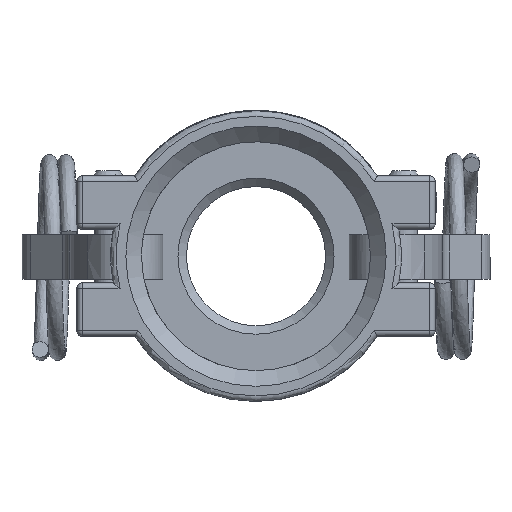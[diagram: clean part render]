
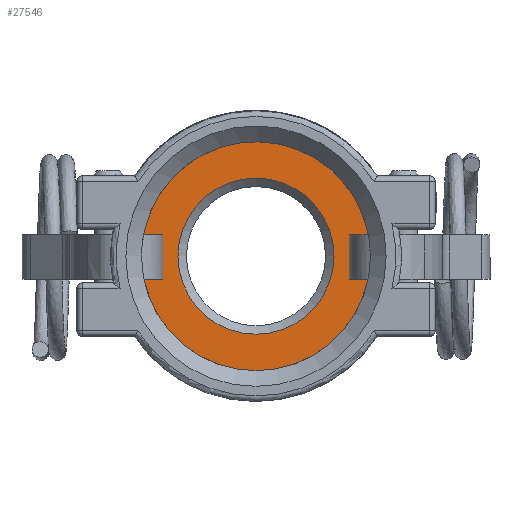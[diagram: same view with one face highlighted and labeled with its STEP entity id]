
A CAD part, left-side view. The second image highlights one B-rep face of the part: STEP entity #27546.
In plain terms, the highlighted planar face has unit normal (-1, 0, 0).
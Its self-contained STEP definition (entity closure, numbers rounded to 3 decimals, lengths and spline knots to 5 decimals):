
#3393=PLANE('',#29212);
#7778=FACE_BOUND('',#9977,.T.);
#8359=FACE_OUTER_BOUND('',#9976,.T.);
#9976=EDGE_LOOP('',(#21044));
#9977=EDGE_LOOP('',(#21045));
#11407=CIRCLE('',#29207,0.6875);
#11409=CIRCLE('',#29211,0.4375);
#12486=VERTEX_POINT('',#52201);
#12488=VERTEX_POINT('',#52207);
#15666=EDGE_CURVE('',#12486,#12486,#11407,.T.);
#15668=EDGE_CURVE('',#12488,#12488,#11409,.T.);
#21044=ORIENTED_EDGE('',*,*,#15666,.F.);
#21045=ORIENTED_EDGE('',*,*,#15668,.T.);
#27546=ADVANCED_FACE('',(#8359,#7778),#3393,.T.);
#29207=AXIS2_PLACEMENT_3D('',#52202,#31813,#31814);
#29211=AXIS2_PLACEMENT_3D('',#52208,#31821,#31822);
#29212=AXIS2_PLACEMENT_3D('',#52209,#31823,#31824);
#31813=DIRECTION('center_axis',(1.,0.,0.));
#31814=DIRECTION('ref_axis',(0.,1.,0.));
#31821=DIRECTION('center_axis',(1.,0.,0.));
#31822=DIRECTION('ref_axis',(0.,1.,0.));
#31823=DIRECTION('center_axis',(-1.,0.,0.));
#31824=DIRECTION('ref_axis',(0.,0.,1.));
#52201=CARTESIAN_POINT('',(-0.1,0.6875,0.));
#52202=CARTESIAN_POINT('Origin',(-0.1,0.,0.));
#52207=CARTESIAN_POINT('',(-0.1,0.4375,0.));
#52208=CARTESIAN_POINT('Origin',(-0.1,0.,0.));
#52209=CARTESIAN_POINT('Origin',(-0.1,0.5625,0.));
